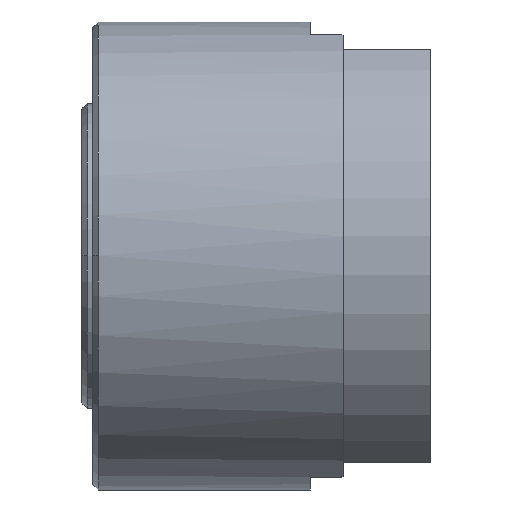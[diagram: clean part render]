
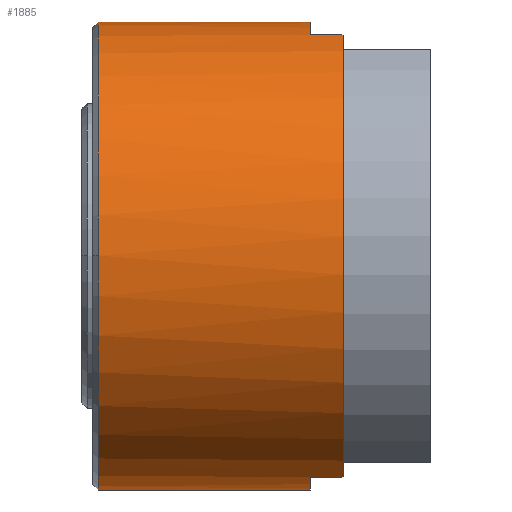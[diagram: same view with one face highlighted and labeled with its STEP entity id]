
A CAD part, top view. The second image highlights one B-rep face of the part: STEP entity #1885.
In plain terms, the highlighted cylindrical face has radius 21.5 mm (diameter 43 mm), a partial arc.
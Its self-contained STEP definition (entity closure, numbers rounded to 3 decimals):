
#160 = CARTESIAN_POINT ( 'NONE',  ( -23.626, -20.329, 7. ) ) ;
#605 = CARTESIAN_POINT ( 'NONE',  ( -20.626, 20.259, 7.2 ) ) ;
#989 = CARTESIAN_POINT ( 'NONE',  ( -41.876, 21.5, 0. ) ) ;
#1018 = VERTEX_POINT ( 'NONE', #605 ) ;
#1132 = ORIENTED_EDGE ( 'NONE', *, *, #6599, .T. ) ;
#1364 =( BOUNDED_CURVE ( )  B_SPLINE_CURVE ( 3, ( #3500, #18317, #4760, #12590 ),
 .UNSPECIFIED., .F., .F. ) 
 B_SPLINE_CURVE_WITH_KNOTS ( ( 4, 4 ),
 ( 5.044, 5.054 ),
 .UNSPECIFIED. ) 
 CURVE ( )  GEOMETRIC_REPRESENTATION_ITEM ( )  RATIONAL_B_SPLINE_CURVE ( ( 1., 1., 1., 1. ) ) 
 REPRESENTATION_ITEM ( '' )  );
#1370 = ORIENTED_EDGE ( 'NONE', *, *, #2493, .F. ) ;
#1435 = ORIENTED_EDGE ( 'NONE', *, *, #12466, .T. ) ;
#1436 = AXIS2_PLACEMENT_3D ( 'NONE', #11713, #17655, #7073 ) ;
#1452 = CARTESIAN_POINT ( 'NONE',  ( -23.626, 21.5, 0. ) ) ;
#1489 = EDGE_CURVE ( 'NONE', #7810, #16086, #7668, .T. ) ;
#1820 = VERTEX_POINT ( 'NONE', #16723 ) ;
#1885 = ADVANCED_FACE ( 'NONE', ( #7426 ), #1971, .T. ) ;
#1928 = CARTESIAN_POINT ( 'NONE',  ( -41.876, -20.329, 7. ) ) ;
#1971 = CYLINDRICAL_SURFACE ( 'NONE', #18000, 21.5 ) ;
#2371 = DIRECTION ( 'NONE',  ( 1., 0., 0. ) ) ;
#2493 = EDGE_CURVE ( 'NONE', #2537, #3001, #9977, .T. ) ;
#2528 = ORIENTED_EDGE ( 'NONE', *, *, #13757, .F. ) ;
#2537 = VERTEX_POINT ( 'NONE', #3901 ) ;
#2717 = VECTOR ( 'NONE', #13400, 1000. ) ;
#2733 = CARTESIAN_POINT ( 'NONE',  ( -23.626, -21.5, 0. ) ) ;
#2938 = CARTESIAN_POINT ( 'NONE',  ( -23.626, 0., 0. ) ) ;
#3001 = VERTEX_POINT ( 'NONE', #1452 ) ;
#3015 = DIRECTION ( 'NONE',  ( 0., 1., 0. ) ) ;
#3379 = DIRECTION ( 'NONE',  ( 1., 0., 0. ) ) ;
#3388 = VECTOR ( 'NONE', #3379, 1000. ) ;
#3405 = CARTESIAN_POINT ( 'NONE',  ( -20.693, -20.282, 7.133 ) ) ;
#3500 = CARTESIAN_POINT ( 'NONE',  ( -20.826, 20.329, 7. ) ) ;
#3624 = VERTEX_POINT ( 'NONE', #6255 ) ;
#3901 = CARTESIAN_POINT ( 'NONE',  ( -43.126, 21.5, 0. ) ) ;
#4100 = ORIENTED_EDGE ( 'NONE', *, *, #5296, .F. ) ;
#4196 = ORIENTED_EDGE ( 'NONE', *, *, #1489, .T. ) ;
#4312 = CARTESIAN_POINT ( 'NONE',  ( -41.876, -21.5, 0. ) ) ;
#4547 = DIRECTION ( 'NONE',  ( -1., 0., 0. ) ) ;
#4663 = CARTESIAN_POINT ( 'NONE',  ( -41.876, 0., 0. ) ) ;
#4760 = CARTESIAN_POINT ( 'NONE',  ( -20.693, 20.282, 7.133 ) ) ;
#4947 = CARTESIAN_POINT ( 'NONE',  ( -20.626, -20.259, 7.2 ) ) ;
#5102 = CARTESIAN_POINT ( 'NONE',  ( -43.126, 0., 21.5 ) ) ;
#5296 = EDGE_CURVE ( 'NONE', #1820, #14406, #11033, .T. ) ;
#5931 = AXIS2_PLACEMENT_3D ( 'NONE', #2938, #15039, #7515 ) ;
#6115 = DIRECTION ( 'NONE',  ( 1., 0., 0. ) ) ;
#6160 = CARTESIAN_POINT ( 'NONE',  ( -43.126, -21.5, 0. ) ) ;
#6214 = EDGE_CURVE ( 'NONE', #2537, #7810, #8384, .T. ) ;
#6255 = CARTESIAN_POINT ( 'NONE',  ( -20.826, 20.329, 7. ) ) ;
#6599 = EDGE_CURVE ( 'NONE', #12969, #10511, #12391, .T. ) ;
#6905 = VECTOR ( 'NONE', #15360, 1000. ) ;
#7073 = DIRECTION ( 'NONE',  ( 0., 1., 0. ) ) ;
#7104 = EDGE_CURVE ( 'NONE', #16947, #3001, #9088, .T. ) ;
#7306 = ORIENTED_EDGE ( 'NONE', *, *, #7809, .T. ) ;
#7401 = CARTESIAN_POINT ( 'NONE',  ( -23.626, 0., 0. ) ) ;
#7426 = FACE_OUTER_BOUND ( 'NONE', #18231, .T. ) ;
#7515 = DIRECTION ( 'NONE',  ( 0., 1., 0. ) ) ;
#7668 = CIRCLE ( 'NONE', #8547, 21.5 ) ;
#7809 = EDGE_CURVE ( 'NONE', #10511, #14406, #17313, .T. ) ;
#7810 = VERTEX_POINT ( 'NONE', #5102 ) ;
#7904 = CARTESIAN_POINT ( 'NONE',  ( -41.876, 20.329, 7. ) ) ;
#8382 = LINE ( 'NONE', #4312, #2717 ) ;
#8384 = CIRCLE ( 'NONE', #1436, 21.5 ) ;
#8435 = CIRCLE ( 'NONE', #14472, 21.5 ) ;
#8438 = ORIENTED_EDGE ( 'NONE', *, *, #19451, .T. ) ;
#8547 = AXIS2_PLACEMENT_3D ( 'NONE', #9070, #6115, #18131 ) ;
#8787 = DIRECTION ( 'NONE',  ( -1., 0., 0. ) ) ;
#9070 = CARTESIAN_POINT ( 'NONE',  ( -43.126, 0., 0. ) ) ;
#9088 = CIRCLE ( 'NONE', #5931, 21.5 ) ;
#9244 = ORIENTED_EDGE ( 'NONE', *, *, #6214, .T. ) ;
#9977 = LINE ( 'NONE', #989, #11869 ) ;
#10511 = VERTEX_POINT ( 'NONE', #160 ) ;
#11033 =( BOUNDED_CURVE ( )  B_SPLINE_CURVE ( 3, ( #4947, #3405, #18429, #15749 ),
 .UNSPECIFIED., .F., .F. ) 
 B_SPLINE_CURVE_WITH_KNOTS ( ( 4, 4 ),
 ( 1.229, 1.239 ),
 .UNSPECIFIED. ) 
 CURVE ( )  GEOMETRIC_REPRESENTATION_ITEM ( )  RATIONAL_B_SPLINE_CURVE ( ( 1., 1., 1., 1. ) ) 
 REPRESENTATION_ITEM ( '' )  );
#11083 = ORIENTED_EDGE ( 'NONE', *, *, #7104, .T. ) ;
#11713 = CARTESIAN_POINT ( 'NONE',  ( -43.126, 0., 0. ) ) ;
#11869 = VECTOR ( 'NONE', #2371, 1000. ) ;
#12230 = DIRECTION ( 'NONE',  ( 1., 0., 0. ) ) ;
#12298 = DIRECTION ( 'NONE',  ( 0., 1., 0. ) ) ;
#12306 = LINE ( 'NONE', #7904, #6905 ) ;
#12391 = CIRCLE ( 'NONE', #18704, 21.5 ) ;
#12466 = EDGE_CURVE ( 'NONE', #1820, #1018, #8435, .T. ) ;
#12590 = CARTESIAN_POINT ( 'NONE',  ( -20.626, 20.259, 7.2 ) ) ;
#12969 = VERTEX_POINT ( 'NONE', #2733 ) ;
#13294 = ORIENTED_EDGE ( 'NONE', *, *, #13477, .T. ) ;
#13400 = DIRECTION ( 'NONE',  ( 1., 0., 0. ) ) ;
#13477 = EDGE_CURVE ( 'NONE', #16086, #12969, #8382, .T. ) ;
#13600 = CARTESIAN_POINT ( 'NONE',  ( -23.626, 20.329, 7. ) ) ;
#13757 = EDGE_CURVE ( 'NONE', #3624, #1018, #1364, .T. ) ;
#14406 = VERTEX_POINT ( 'NONE', #19535 ) ;
#14472 = AXIS2_PLACEMENT_3D ( 'NONE', #16358, #4547, #3015 ) ;
#15039 = DIRECTION ( 'NONE',  ( -1., 0., 0. ) ) ;
#15360 = DIRECTION ( 'NONE',  ( -1., 0., 0. ) ) ;
#15749 = CARTESIAN_POINT ( 'NONE',  ( -20.826, -20.329, 7. ) ) ;
#16086 = VERTEX_POINT ( 'NONE', #6160 ) ;
#16358 = CARTESIAN_POINT ( 'NONE',  ( -20.626, 0., 0. ) ) ;
#16723 = CARTESIAN_POINT ( 'NONE',  ( -20.626, -20.259, 7.2 ) ) ;
#16947 = VERTEX_POINT ( 'NONE', #13600 ) ;
#17313 = LINE ( 'NONE', #1928, #3388 ) ;
#17655 = DIRECTION ( 'NONE',  ( 1., 0., 0. ) ) ;
#18000 = AXIS2_PLACEMENT_3D ( 'NONE', #4663, #12230, #12298 ) ;
#18131 = DIRECTION ( 'NONE',  ( 0., 1., 0. ) ) ;
#18231 = EDGE_LOOP ( 'NONE', ( #4196, #13294, #1132, #7306, #4100, #1435, #2528, #8438, #11083, #1370, #9244 ) ) ;
#18317 = CARTESIAN_POINT ( 'NONE',  ( -20.76, 20.306, 7.067 ) ) ;
#18429 = CARTESIAN_POINT ( 'NONE',  ( -20.76, -20.306, 7.067 ) ) ;
#18704 = AXIS2_PLACEMENT_3D ( 'NONE', #7401, #8787, #19431 ) ;
#19431 = DIRECTION ( 'NONE',  ( 0., 1., 0. ) ) ;
#19451 = EDGE_CURVE ( 'NONE', #3624, #16947, #12306, .T. ) ;
#19535 = CARTESIAN_POINT ( 'NONE',  ( -20.826, -20.329, 7. ) ) ;
